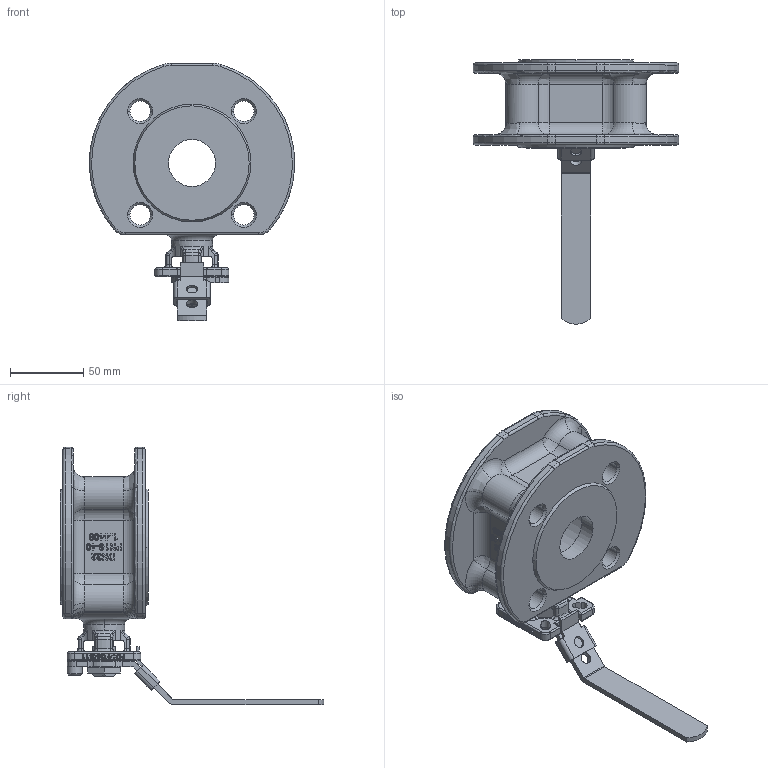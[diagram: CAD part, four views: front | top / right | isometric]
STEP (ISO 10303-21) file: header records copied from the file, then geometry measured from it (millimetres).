
FILE_DESCRIPTION((''),'2;1');
FILE_NAME('2052AD-032-ASS_ASM','2015-08-13T',('Administrator'),(''),'PRO/ENGINEER BY PARAMETRIC TECHNOLOGY CORPORATION, 2011080','PRO/ENGINEER BY PARAMETRIC TECHNOLOGY CORPORATION, 2011080','');
FILE_SCHEMA(('CONFIG_CONTROL_DESIGN'));
Length unit declared in the file: millimetre
Products named in the file (7): 2052AD032-M01-01; 2052AD032-M02-01; 2019SD-STOPPIN-025; 2052AD-STEM-032; 2019SD-025-HANDLE; 026-G013; 2052AD-032-ASS_ASM
Assembly tree (6 placements, depth 2):
  2052AD-032-ASS_ASM
    2052AD032-M01-01
    2052AD032-M02-01
    2019SD-STOPPIN-025
    2052AD-STEM-032
    2019SD-025-HANDLE
    026-G013
Bounding box: 139.93 x 179.95 x 175.5 mm (x, y, z)
Volume: 455346.6 mm3; surface area: 110004.9 mm2
Topology: 7 solids, 7 shells, 956 faces, 2438 edges, 1539 vertices
Faces by surface type: plane 351, extrusion 224, cylinder 162, torus 99, bspline 66, cone 54
Entity records: 32132 total; most frequent: CARTESIAN_POINT 9834, ORIENTED_EDGE 4876, DIRECTION 3988, EDGE_CURVE 2438, VERTEX_POINT 1539, VECTOR 1458, AXIS2_PLACEMENT_3D 1265, LINE 1234
